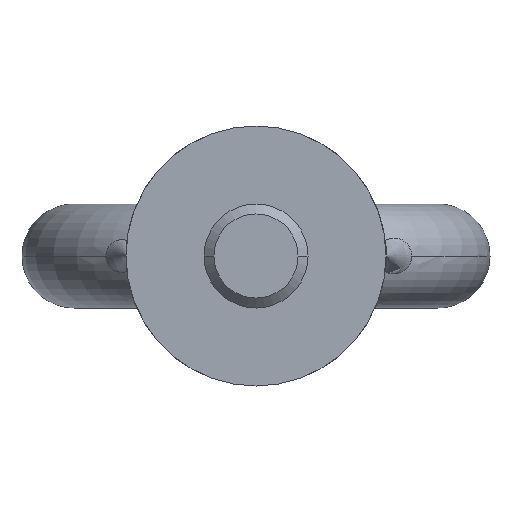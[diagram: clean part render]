
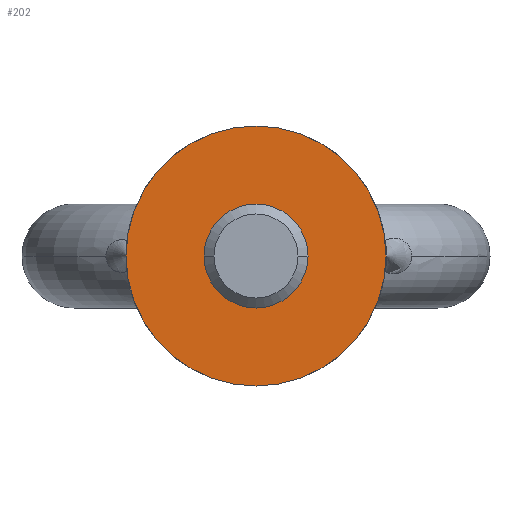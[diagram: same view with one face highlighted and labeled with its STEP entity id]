
A CAD part, front view. The second image highlights one B-rep face of the part: STEP entity #202.
In plain terms, the highlighted planar face has unit normal (0, -1, 0).
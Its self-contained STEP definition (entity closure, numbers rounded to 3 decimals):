
#202=ADVANCED_FACE('',(#499,#500),#501,.T.);
#322=VERTEX_POINT('',#622);
#328=VERTEX_POINT('',#628);
#332=EDGE_CURVE('',#322,#328,#632,.T.);
#334=VERTEX_POINT('',#634);
#352=VERTEX_POINT('',#652);
#370=EDGE_CURVE('',#334,#352,#670,.T.);
#376=EDGE_CURVE('',#352,#334,#676,.T.);
#394=EDGE_CURVE('',#328,#322,#694,.T.);
#499=FACE_OUTER_BOUND('',#789,.T.);
#500=FACE_BOUND('',#790,.T.);
#501=PLANE('',#791);
#622=CARTESIAN_POINT('',(3.0,0.0,0.));
#628=CARTESIAN_POINT('',(-3.0,0.0,0.));
#632=CIRCLE('',#1040,3.0);
#634=CARTESIAN_POINT('',(10.0,0.0,0.0));
#652=CARTESIAN_POINT('',(-10.0,0.0,0.));
#670=CIRCLE('',#1146,10.0);
#676=CIRCLE('',#1185,10.0);
#694=CIRCLE('',#1335,3.0);
#789=EDGE_LOOP('',(#1572,#1573));
#790=EDGE_LOOP('',(#1574,#1575));
#791=AXIS2_PLACEMENT_3D('',#1576,#1577,#1578);
#1040=AXIS2_PLACEMENT_3D('',#1652,#1653,#1654);
#1146=AXIS2_PLACEMENT_3D('',#1665,#1666,#1667);
#1185=AXIS2_PLACEMENT_3D('',#1668,#1669,#1670);
#1335=AXIS2_PLACEMENT_3D('',#1680,#1681,#1682);
#1572=ORIENTED_EDGE('',*,*,#370,.F.);
#1573=ORIENTED_EDGE('',*,*,#376,.F.);
#1574=ORIENTED_EDGE('',*,*,#394,.T.);
#1575=ORIENTED_EDGE('',*,*,#332,.T.);
#1576=CARTESIAN_POINT('',(5.0,0.0,0.0));
#1577=DIRECTION('',(0.0,-1.0,0.0));
#1578=DIRECTION('',(0.0,0.0,-1.0));
#1652=CARTESIAN_POINT('',(0.0,0.0,0.0));
#1653=DIRECTION('',(0.0,1.0,0.0));
#1654=DIRECTION('',(1.0,0.0,0.));
#1665=CARTESIAN_POINT('',(0.0,0.0,0.0));
#1666=DIRECTION('',(-0.0,1.0,0.0));
#1667=DIRECTION('',(1.0,0.0,0.0));
#1668=CARTESIAN_POINT('',(0.0,0.0,0.0));
#1669=DIRECTION('',(-0.0,1.0,0.0));
#1670=DIRECTION('',(1.0,0.0,0.0));
#1680=CARTESIAN_POINT('',(0.0,0.0,0.0));
#1681=DIRECTION('',(0.0,1.0,0.0));
#1682=DIRECTION('',(1.0,0.0,0.));
